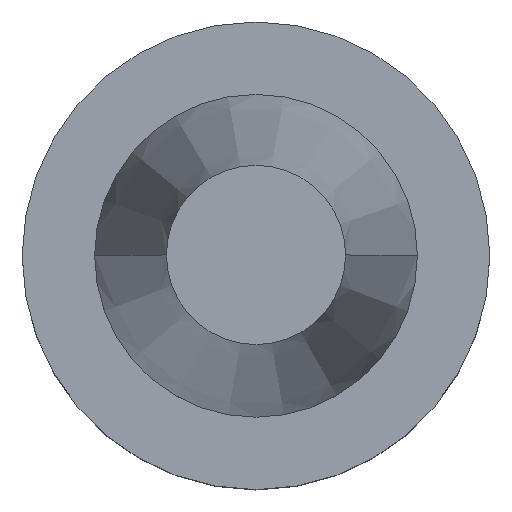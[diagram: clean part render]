
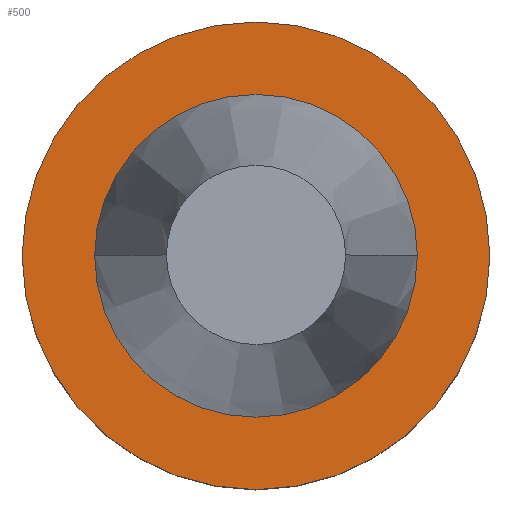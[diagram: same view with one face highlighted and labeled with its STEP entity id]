
A CAD part, top view. The second image highlights one B-rep face of the part: STEP entity #500.
In plain terms, the highlighted planar face has unit normal (0, 0, 1).
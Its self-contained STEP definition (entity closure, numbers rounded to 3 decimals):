
#14 = CARTESIAN_POINT ( 'NONE',  ( 0., 0., -0.5 ) ) ;
#24 = DIRECTION ( 'NONE',  ( 0., 0., 1. ) ) ;
#40 = ORIENTED_EDGE ( 'NONE', *, *, #488, .F. ) ;
#74 = ORIENTED_EDGE ( 'NONE', *, *, #528, .F. ) ;
#98 = CARTESIAN_POINT ( 'NONE',  ( 23., 0., -0.5 ) ) ;
#102 = VERTEX_POINT ( 'NONE', #589 ) ;
#108 = CARTESIAN_POINT ( 'NONE',  ( 0., 23., -0.5 ) ) ;
#132 = AXIS2_PLACEMENT_3D ( 'NONE', #757, #274, #222 ) ;
#146 = CARTESIAN_POINT ( 'NONE',  ( 0., 0., -0.5 ) ) ;
#173 = PLANE ( 'NONE',  #701 ) ;
#188 = CIRCLE ( 'NONE', #289, 23. ) ;
#212 = DIRECTION ( 'NONE',  ( 1., 0., 0. ) ) ;
#215 = FACE_OUTER_BOUND ( 'NONE', #510, .T. ) ;
#222 = DIRECTION ( 'NONE',  ( 1., 0., 0. ) ) ;
#223 = ORIENTED_EDGE ( 'NONE', *, *, #329, .T. ) ;
#234 = CARTESIAN_POINT ( 'NONE',  ( 0., 0., -0.5 ) ) ;
#261 = AXIS2_PLACEMENT_3D ( 'NONE', #146, #24, #212 ) ;
#263 = DIRECTION ( 'NONE',  ( 1., 0., 0. ) ) ;
#274 = DIRECTION ( 'NONE',  ( 0., 0., 1. ) ) ;
#289 = AXIS2_PLACEMENT_3D ( 'NONE', #14, #558, #263 ) ;
#294 = DIRECTION ( 'NONE',  ( 0., 0., 1. ) ) ;
#329 = EDGE_CURVE ( 'NONE', #382, #102, #188, .T. ) ;
#349 = DIRECTION ( 'NONE',  ( 0., 0., -1. ) ) ;
#382 = VERTEX_POINT ( 'NONE', #98 ) ;
#460 = ORIENTED_EDGE ( 'NONE', *, *, #478, .T. ) ;
#477 = DIRECTION ( 'NONE',  ( 1., 0., 0. ) ) ;
#478 = EDGE_CURVE ( 'NONE', #102, #382, #546, .T. ) ;
#488 = EDGE_CURVE ( 'NONE', #695, #566, #596, .T. ) ;
#500 = ADVANCED_FACE ( 'NONE', ( #514, #215 ), #173, .F. ) ;
#510 = EDGE_LOOP ( 'NONE', ( #223, #460 ) ) ;
#514 = FACE_BOUND ( 'NONE', #714, .T. ) ;
#528 = EDGE_CURVE ( 'NONE', #566, #695, #723, .T. ) ;
#535 = CARTESIAN_POINT ( 'NONE',  ( 15.875, 0., -0.5 ) ) ;
#546 = CIRCLE ( 'NONE', #132, 23. ) ;
#558 = DIRECTION ( 'NONE',  ( 0., 0., 1. ) ) ;
#566 = VERTEX_POINT ( 'NONE', #535 ) ;
#587 = DIRECTION ( 'NONE',  ( -1., 0., 0. ) ) ;
#589 = CARTESIAN_POINT ( 'NONE',  ( -23., 0., -0.5 ) ) ;
#596 = CIRCLE ( 'NONE', #261, 15.875 ) ;
#608 = CARTESIAN_POINT ( 'NONE',  ( -15.875, 0., -0.5 ) ) ;
#687 = AXIS2_PLACEMENT_3D ( 'NONE', #234, #294, #477 ) ;
#695 = VERTEX_POINT ( 'NONE', #608 ) ;
#701 = AXIS2_PLACEMENT_3D ( 'NONE', #108, #349, #587 ) ;
#714 = EDGE_LOOP ( 'NONE', ( #74, #40 ) ) ;
#723 = CIRCLE ( 'NONE', #687, 15.875 ) ;
#757 = CARTESIAN_POINT ( 'NONE',  ( 0., 0., -0.5 ) ) ;
